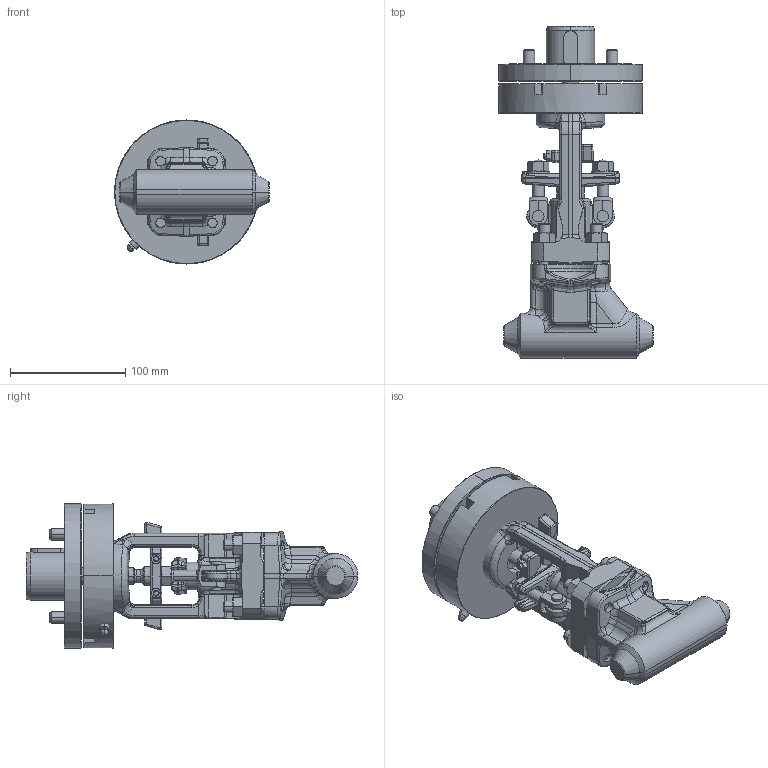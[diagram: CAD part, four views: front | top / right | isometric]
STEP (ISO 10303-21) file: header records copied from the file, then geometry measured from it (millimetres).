
FILE_DESCRIPTION((''),'2;1');
FILE_NAME('AUFSATZ_VENTIL_PN40_D_SW0001','2015-04-20T',('Becker'),(''),'PRO/ENGINEER BY PARAMETRIC TECHNOLOGY CORPORATION, 2013320','PRO/ENGINEER BY PARAMETRIC TECHNOLOGY CORPORATION, 2013320','');
FILE_SCHEMA(('CONFIG_CONTROL_DESIGN'));
Products named in the file (1): AUFSATZ_VENTIL_PN40_D_SW0001
Bounding box: 134.5 x 288.1 x 125 mm (x, y, z)
Surface area: 176553.8 mm2 (no closed solid volume)
Topology: 0 solids, 54 shells, 1160 faces, 3044 edges, 1862 vertices
Faces by surface type: bspline 330, cylinder 286, plane 285, cone 167, sphere 34, torus 33, extrusion 25
Entity records: 51331 total; most frequent: CARTESIAN_POINT 26584, ORIENTED_EDGE 5459, DIRECTION 4309, EDGE_CURVE 3034, VERTEX_POINT 1862, AXIS2_PLACEMENT_3D 1697, B_SPLINE_CURVE_WITH_KNOTS 1277, EDGE_LOOP 1160
